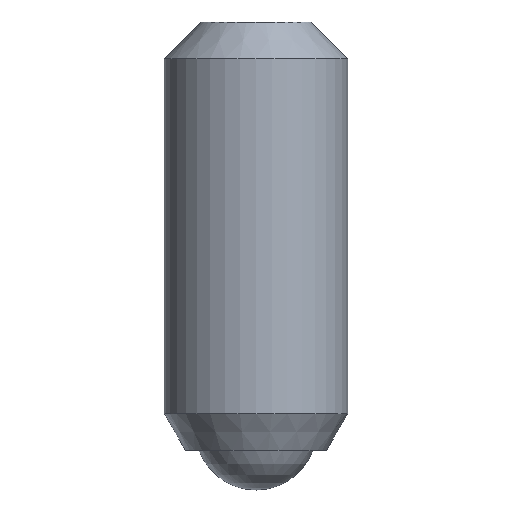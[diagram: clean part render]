
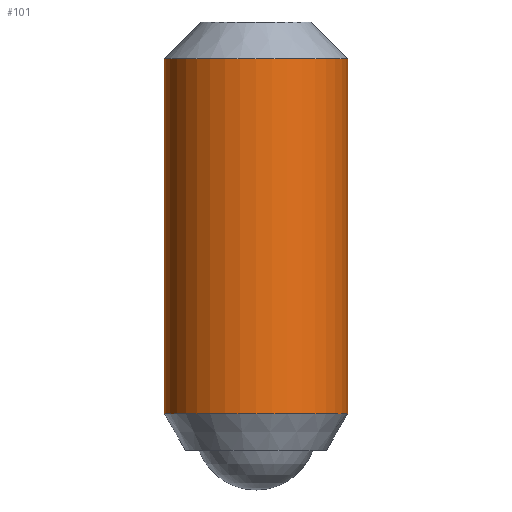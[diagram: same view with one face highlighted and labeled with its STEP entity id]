
A CAD part, left-side view. The second image highlights one B-rep face of the part: STEP entity #101.
In plain terms, the highlighted cylindrical face has radius 1.5 mm (diameter 3 mm), a partial arc.
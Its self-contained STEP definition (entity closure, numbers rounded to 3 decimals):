
#101=ADVANCED_FACE('',(#233),#234,.T.);
#143=VERTEX_POINT('',#285);
#151=VERTEX_POINT('',#293);
#155=EDGE_CURVE('',#143,#151,#297,.T.);
#157=VERTEX_POINT('',#299);
#159=EDGE_CURVE('',#143,#157,#301,.T.);
#161=VERTEX_POINT('',#303);
#163=EDGE_CURVE('',#161,#151,#305,.T.);
#165=EDGE_CURVE('',#157,#161,#307,.T.);
#233=FACE_OUTER_BOUND('',#368,.T.);
#234=CYLINDRICAL_SURFACE('',#369,1.5);
#285=CARTESIAN_POINT('',(0.,1.5,1.25));
#293=CARTESIAN_POINT('',(0.,-1.5,1.25));
#297=CIRCLE('',#448,1.5);
#299=CARTESIAN_POINT('',(0.,1.5,7.05));
#301=LINE('',#453,#454);
#303=CARTESIAN_POINT('',(0.,-1.5,7.05));
#305=LINE('',#459,#460);
#307=CIRCLE('',#463,1.5);
#368=EDGE_LOOP('',(#542,#543,#544,#545));
#369=AXIS2_PLACEMENT_3D('',#546,#547,#548);
#448=AXIS2_PLACEMENT_3D('',#625,#626,#627);
#453=CARTESIAN_POINT('',(0.,1.5,4.15));
#454=VECTOR('',#628,1.0);
#459=CARTESIAN_POINT('',(0.,-1.5,4.15));
#460=VECTOR('',#629,1.0);
#463=AXIS2_PLACEMENT_3D('',#630,#631,#632);
#542=ORIENTED_EDGE('',*,*,#159,.F.);
#543=ORIENTED_EDGE('',*,*,#155,.T.);
#544=ORIENTED_EDGE('',*,*,#163,.F.);
#545=ORIENTED_EDGE('',*,*,#165,.F.);
#546=CARTESIAN_POINT('',(0.,0.,4.15));
#547=DIRECTION('',(0.,0.,1.0));
#548=DIRECTION('',(0.,1.0,0.));
#625=CARTESIAN_POINT('',(0.,0.,1.25));
#626=DIRECTION('',(0.,0.,1.0));
#627=DIRECTION('',(0.,1.0,0.));
#628=DIRECTION('',(0.,0.,1.0));
#629=DIRECTION('',(0.,0.,-1.0));
#630=CARTESIAN_POINT('',(0.,0.,7.05));
#631=DIRECTION('',(0.,0.,1.0));
#632=DIRECTION('',(0.,1.0,0.));
